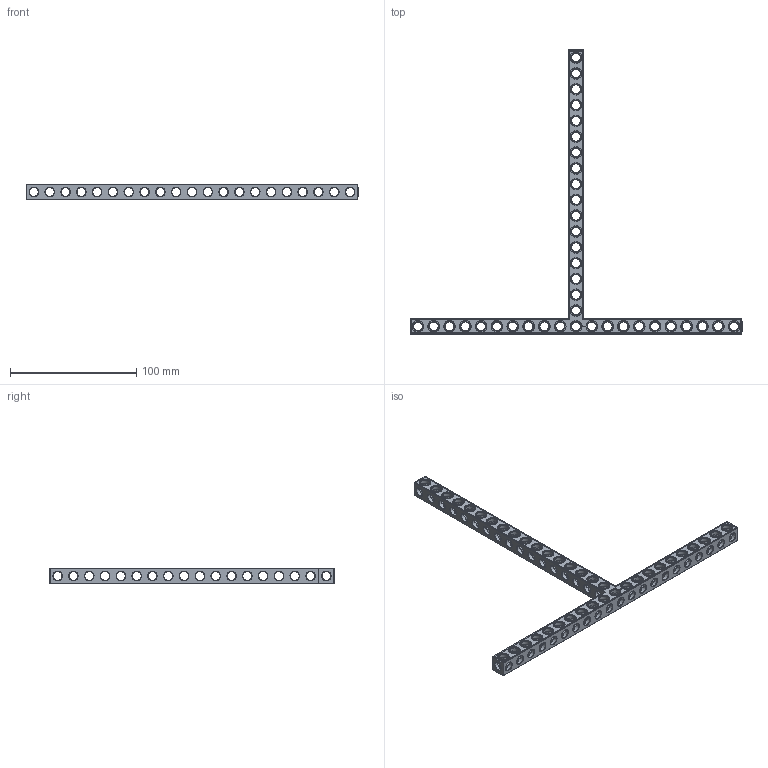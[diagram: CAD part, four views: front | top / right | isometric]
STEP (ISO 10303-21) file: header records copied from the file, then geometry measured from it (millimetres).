
FILE_DESCRIPTION(('FreeCAD Model'),'2;1');
FILE_NAME('Open CASCADE Shape Model','2022-01-29T23:12:00',( 'Paulo Kiefe'),('STEMFIE.org'),'Open CASCADE STEP processor 7.4', 'FreeCAD','Unknown');
FILE_SCHEMA(('AUTOMOTIVE_DESIGN { 1 0 10303 214 1 1 1 1 }'));
Products named in the file (1): Beam_TSH_SYM_ESS_BU21x18x01_-_SPN-BEM-1187_(stemfie.org)
Bounding box: 262.5 x 225 x 12.5 mm (x, y, z)
Volume: 37119.9 mm3; surface area: 33175.3 mm2
Topology: 1 solids, 1 shells, 930 faces, 2935 edges, 1928 vertices
Faces by surface type: plane 425, cylinder 231, cone 156, extrusion 118
Full cylindrical faces by diameter (mm): 6.98 x22, 7 x171, 9.2 x38
Entity records: 119507 total; most frequent: CARTESIAN_POINT 64997, DIRECTION 8917, ORIENTED_EDGE 5870, PCURVE 5870, DEFINITIONAL_REPRESENTATION 5870, VECTOR 5327, LINE 5209, EDGE_CURVE 2935
